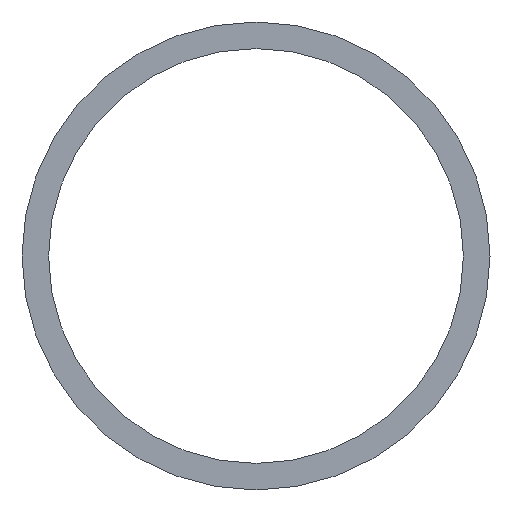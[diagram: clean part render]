
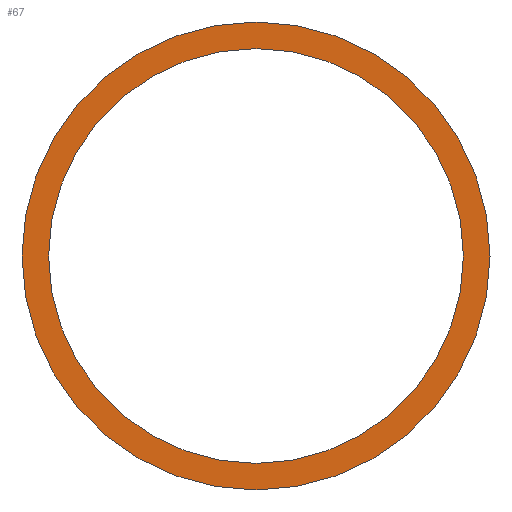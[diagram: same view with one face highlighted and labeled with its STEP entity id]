
A CAD part, left-side view. The second image highlights one B-rep face of the part: STEP entity #67.
In plain terms, the highlighted planar face has unit normal (-1, 0, 0).
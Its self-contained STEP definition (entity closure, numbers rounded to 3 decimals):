
#51 = VERTEX_POINT( '', #121 );
#53 = EDGE_CURVE( '', #69, #99, #123, .T. );
#67 = ADVANCED_FACE( '', ( #137, #138 ), #139, .F. );
#69 = VERTEX_POINT( '', #141 );
#79 = EDGE_CURVE( '', #91, #51, #152, .T. );
#87 = EDGE_CURVE( '', #51, #91, #162, .T. );
#91 = VERTEX_POINT( '', #167 );
#97 = EDGE_CURVE( '', #99, #69, #173, .T. );
#99 = VERTEX_POINT( '', #175 );
#121 = CARTESIAN_POINT( '', ( 0., 0., -139.6 ) );
#123 = CIRCLE( '', #192, 157.5 );
#137 = FACE_OUTER_BOUND( '', #210, .T. );
#138 = FACE_BOUND( '', #211, .T. );
#139 = PLANE( '', #212 );
#141 = CARTESIAN_POINT( '', ( 0., 0., -157.5 ) );
#152 = CIRCLE( '', #229, 139.6 );
#162 = CIRCLE( '', #241, 139.6 );
#167 = CARTESIAN_POINT( '', ( 0., 0., 139.6 ) );
#173 = CIRCLE( '', #256, 157.5 );
#175 = CARTESIAN_POINT( '', ( 0., 0., 157.5 ) );
#192 = AXIS2_PLACEMENT_3D( '', #266, #267, #268 );
#210 = EDGE_LOOP( '', ( #277, #278 ) );
#211 = EDGE_LOOP( '', ( #279, #280 ) );
#212 = AXIS2_PLACEMENT_3D( '', #281, #282, #283 );
#229 = AXIS2_PLACEMENT_3D( '', #296, #297, #298 );
#241 = AXIS2_PLACEMENT_3D( '', #309, #310, #311 );
#256 = AXIS2_PLACEMENT_3D( '', #324, #325, #326 );
#266 = CARTESIAN_POINT( '', ( 0., 0., 0. ) );
#267 = DIRECTION( '', ( 1., 0., 0. ) );
#268 = DIRECTION( '', ( 0., 0., -1. ) );
#277 = ORIENTED_EDGE( '', *, *, #53, .F. );
#278 = ORIENTED_EDGE( '', *, *, #97, .F. );
#279 = ORIENTED_EDGE( '', *, *, #87, .T. );
#280 = ORIENTED_EDGE( '', *, *, #79, .T. );
#281 = CARTESIAN_POINT( '', ( 0., 0., 0. ) );
#282 = DIRECTION( '', ( 1., 0., 0. ) );
#283 = DIRECTION( '', ( 0., 0., -1. ) );
#296 = CARTESIAN_POINT( '', ( 0., 0., 0. ) );
#297 = DIRECTION( '', ( 1., 0., 0. ) );
#298 = DIRECTION( '', ( 0., 0., -1. ) );
#309 = CARTESIAN_POINT( '', ( 0., 0., 0. ) );
#310 = DIRECTION( '', ( 1., 0., 0. ) );
#311 = DIRECTION( '', ( 0., 0., -1. ) );
#324 = CARTESIAN_POINT( '', ( 0., 0., 0. ) );
#325 = DIRECTION( '', ( 1., 0., 0. ) );
#326 = DIRECTION( '', ( 0., 0., -1. ) );
